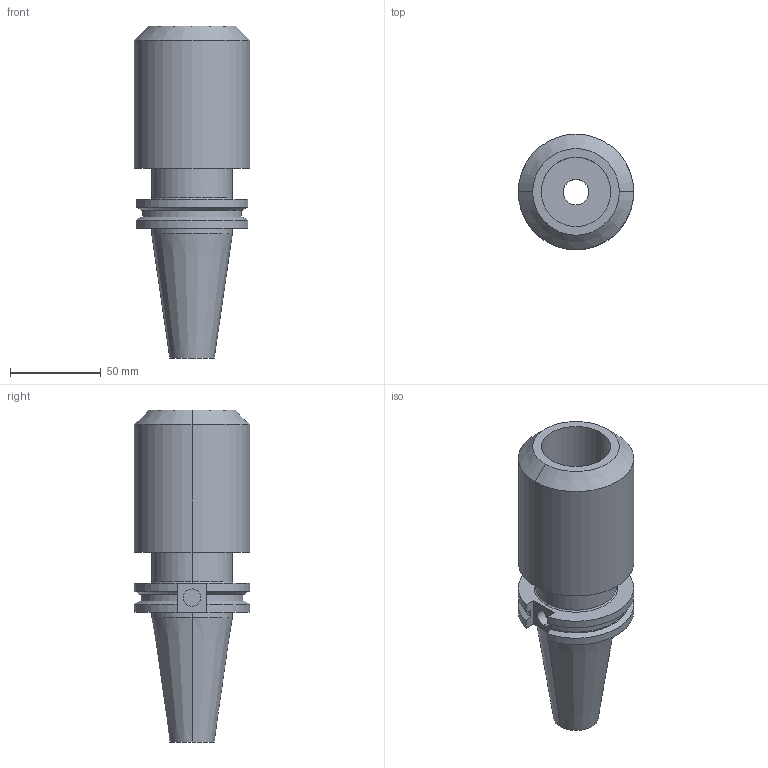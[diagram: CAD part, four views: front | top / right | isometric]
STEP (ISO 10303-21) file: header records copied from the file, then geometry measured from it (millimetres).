
FILE_DESCRIPTION (( 'STEP AP203' ), '1' );
FILE_NAME ('STP-22929-AD+B.STEP', '2020-06-30T06:25:04', ( '' ), ( '' ), 'SwSTEP 2.0', 'SolidWorks 2017', '' );
FILE_SCHEMA (( 'CONFIG_CONTROL_DESIGN' ));
Length unit declared in the file: millimetre
Products named in the file (1): STP-22929-AD+B
Bounding box: 63.5 x 63.5 x 182.55 mm (x, y, z)
Volume: 288388.3 mm3; surface area: 49991.5 mm2
Topology: 1 solids, 1 shells, 52 faces, 125 edges, 81 vertices
Faces by surface type: cylinder 22, plane 19, cone 8, torus 2, bspline 1
Entity records: 1662 total; most frequent: CARTESIAN_POINT 334, DIRECTION 276, ORIENTED_EDGE 250, EDGE_CURVE 125, AXIS2_PLACEMENT_3D 109, VERTEX_POINT 81, EDGE_LOOP 60, VECTOR 58
